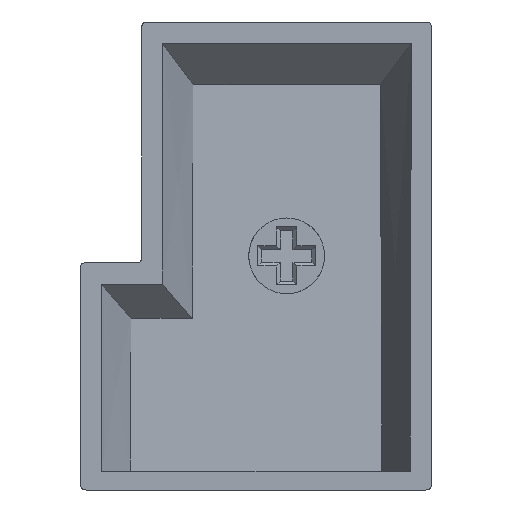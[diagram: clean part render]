
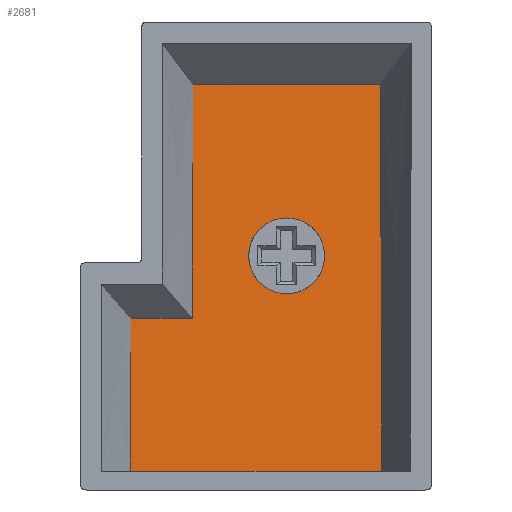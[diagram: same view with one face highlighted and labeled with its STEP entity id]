
A CAD part, front view. The second image highlights one B-rep face of the part: STEP entity #2681.
In plain terms, the highlighted planar face has unit normal (0, -0.998, 0.06).
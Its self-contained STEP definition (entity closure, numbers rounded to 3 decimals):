
#2648=EDGE_CURVE('',#2649,#2651,#2653,.F.);
#2649=VERTEX_POINT('',#2650);
#2650=CARTESIAN_POINT('',(19.017,4.588,-35.58));
#2651=VERTEX_POINT('',#2652);
#2652=CARTESIAN_POINT('',(-0.926,4.588,-35.58));
#2653=LINE('',#2654,#2655);
#2654=CARTESIAN_POINT('',(-4.86,4.588,-35.58));
#2655=VECTOR('',#2656,1.0);
#2656=DIRECTION('',(1.0,0.0,0.0));
#2681=ADVANCED_FACE('',(#2682,#2693),#2749,.F.);
#2682=FACE_BOUND('',#2683,.T.);
#2683=EDGE_LOOP('',(#2684));
#2684=ORIENTED_EDGE('',*,*,#2685,.T.);
#2685=EDGE_CURVE('',#2686,#2686,#2688,.F.);
#2686=VERTEX_POINT('',#2687);
#2687=CARTESIAN_POINT('',(11.475,5.439,-21.529));
#2688=ELLIPSE('',#2689,3.005,3.0);
#2689=AXIS2_PLACEMENT_3D('',#2690,#2691,#2692);
#2690=CARTESIAN_POINT('',(11.475,5.621,-18.529));
#2691=DIRECTION('',(0.0,-0.998,0.06));
#2692=DIRECTION('',(0.0,-0.06,-0.998));
#2693=FACE_BOUND('',#2694,.T.);
#2694=EDGE_LOOP('',(#2695,#2708,#2716,#2729,#2737,#2748));
#2695=ORIENTED_EDGE('',*,*,#2696,.T.);
#2696=EDGE_CURVE('',#2649,#2697,#2699,.F.);
#2697=VERTEX_POINT('',#2698);
#2698=CARTESIAN_POINT('',(18.904,6.443,-4.953));
#2699=B_SPLINE_CURVE_WITH_KNOTS('',3,(#2700,#2701,#2702,#2703,#2704,#2705,#2706,#2707),.UNSPECIFIED.,.F.,.U.,(4,2,2,4),(0.0,9.519,19.038,30.684),.UNSPECIFIED.);
#2700=CARTESIAN_POINT('',(18.904,6.443,-4.953));
#2701=CARTESIAN_POINT('',(18.914,6.251,-8.12));
#2702=CARTESIAN_POINT('',(18.924,6.06,-11.287));
#2703=CARTESIAN_POINT('',(18.945,5.676,-17.621));
#2704=CARTESIAN_POINT('',(18.956,5.484,-20.789));
#2705=CARTESIAN_POINT('',(18.983,5.057,-27.831));
#2706=CARTESIAN_POINT('',(18.999,4.823,-31.705));
#2707=CARTESIAN_POINT('',(19.017,4.588,-35.58));
#2708=ORIENTED_EDGE('',*,*,#2709,.T.);
#2709=EDGE_CURVE('',#2697,#2710,#2712,.T.);
#2710=VERTEX_POINT('',#2711);
#2711=CARTESIAN_POINT('',(4.046,6.443,-4.953));
#2712=LINE('',#2713,#2714);
#2713=CARTESIAN_POINT('',(-4.86,6.443,-4.953));
#2714=VECTOR('',#2715,1.0);
#2715=DIRECTION('',(-1.0,0.0,0.0));
#2716=ORIENTED_EDGE('',*,*,#2717,.T.);
#2717=EDGE_CURVE('',#2710,#2718,#2720,.T.);
#2718=VERTEX_POINT('',#2719);
#2719=CARTESIAN_POINT('',(3.989,5.322,-23.463));
#2720=B_SPLINE_CURVE_WITH_KNOTS('',3,(#2721,#2722,#2723,#2724,#2725,#2726,#2727,#2728),.UNSPECIFIED.,.F.,.U.,(4,2,2,4),(0.0,4.762,9.523,18.545),.UNSPECIFIED.);
#2721=CARTESIAN_POINT('',(4.046,6.443,-4.953));
#2722=CARTESIAN_POINT('',(4.042,6.347,-6.537));
#2723=CARTESIAN_POINT('',(4.037,6.251,-8.121));
#2724=CARTESIAN_POINT('',(4.028,6.059,-11.29));
#2725=CARTESIAN_POINT('',(4.023,5.963,-12.874));
#2726=CARTESIAN_POINT('',(4.009,5.686,-17.46));
#2727=CARTESIAN_POINT('',(3.999,5.504,-20.462));
#2728=CARTESIAN_POINT('',(3.989,5.322,-23.463));
#2729=ORIENTED_EDGE('',*,*,#2730,.T.);
#2730=EDGE_CURVE('',#2718,#2731,#2733,.T.);
#2731=VERTEX_POINT('',#2732);
#2732=CARTESIAN_POINT('',(-0.872,5.322,-23.463));
#2733=LINE('',#2734,#2735);
#2734=CARTESIAN_POINT('',(-4.86,5.322,-23.463));
#2735=VECTOR('',#2736,1.0);
#2736=DIRECTION('',(-1.0,0.0,0.0));
#2737=ORIENTED_EDGE('',*,*,#2738,.T.);
#2738=EDGE_CURVE('',#2731,#2651,#2739,.F.);
#2739=B_SPLINE_CURVE_WITH_KNOTS('',3,(#2740,#2741,#2742,#2743,#2744,#2745,#2746,#2747),.UNSPECIFIED.,.F.,.U.,(4,2,2,4),(0.0,4.171,8.155,12.139),.UNSPECIFIED.);
#2740=CARTESIAN_POINT('',(-0.926,4.588,-35.58));
#2741=CARTESIAN_POINT('',(-0.92,4.672,-34.192));
#2742=CARTESIAN_POINT('',(-0.913,4.756,-32.805));
#2743=CARTESIAN_POINT('',(-0.901,4.921,-30.091));
#2744=CARTESIAN_POINT('',(-0.895,5.001,-28.766));
#2745=CARTESIAN_POINT('',(-0.883,5.161,-26.115));
#2746=CARTESIAN_POINT('',(-0.878,5.242,-24.789));
#2747=CARTESIAN_POINT('',(-0.872,5.322,-23.463));
#2748=ORIENTED_EDGE('',*,*,#2648,.F.);
#2749=PLANE('',#2750);
#2750=AXIS2_PLACEMENT_3D('',#2751,#2752,#2753);
#2751=CARTESIAN_POINT('',(-4.86,6.719,-0.407));
#2752=DIRECTION('',(0.0,0.998,-0.06));
#2753=DIRECTION('',(0.0,0.06,0.998));
